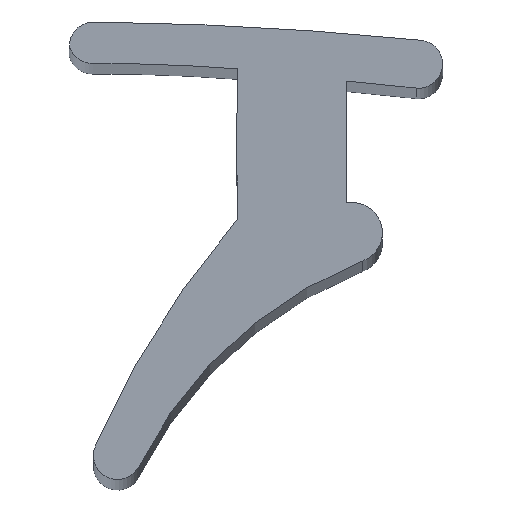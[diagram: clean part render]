
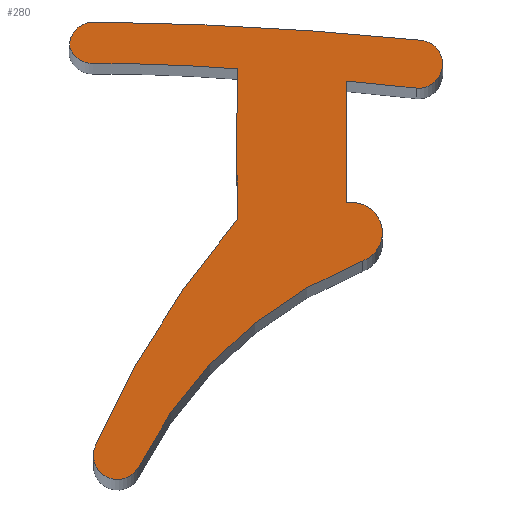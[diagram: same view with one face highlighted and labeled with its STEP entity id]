
A CAD part, top view. The second image highlights one B-rep face of the part: STEP entity #280.
In plain terms, the highlighted planar face has unit normal (0, 0, 1).
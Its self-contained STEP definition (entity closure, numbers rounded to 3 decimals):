
#24=PLANE('',#328);
#34=LINE('',#473,#53);
#37=LINE('',#479,#56);
#40=LINE('',#485,#59);
#53=VECTOR('',#390,1000.);
#56=VECTOR('',#395,1000.);
#59=VECTOR('',#400,1000.);
#128=ORIENTED_EDGE('',*,*,#141,.T.);
#129=ORIENTED_EDGE('',*,*,#145,.T.);
#130=ORIENTED_EDGE('',*,*,#148,.F.);
#131=ORIENTED_EDGE('',*,*,#151,.T.);
#132=ORIENTED_EDGE('',*,*,#154,.T.);
#133=ORIENTED_EDGE('',*,*,#157,.T.);
#134=ORIENTED_EDGE('',*,*,#160,.F.);
#135=ORIENTED_EDGE('',*,*,#163,.T.);
#136=ORIENTED_EDGE('',*,*,#166,.T.);
#137=ORIENTED_EDGE('',*,*,#169,.T.);
#138=ORIENTED_EDGE('',*,*,#172,.T.);
#139=ORIENTED_EDGE('',*,*,#175,.T.);
#140=ORIENTED_EDGE('',*,*,#178,.T.);
#141=EDGE_CURVE('',#180,#181,#206,.T.);
#145=EDGE_CURVE('',#181,#184,#208,.T.);
#148=EDGE_CURVE('',#186,#184,#210,.T.);
#151=EDGE_CURVE('',#186,#188,#212,.T.);
#154=EDGE_CURVE('',#188,#190,#214,.T.);
#157=EDGE_CURVE('',#190,#192,#216,.T.);
#160=EDGE_CURVE('',#194,#192,#218,.T.);
#163=EDGE_CURVE('',#194,#196,#220,.T.);
#166=EDGE_CURVE('',#196,#198,#34,.T.);
#169=EDGE_CURVE('',#198,#200,#37,.T.);
#172=EDGE_CURVE('',#200,#202,#40,.T.);
#175=EDGE_CURVE('',#202,#204,#222,.T.);
#178=EDGE_CURVE('',#204,#180,#224,.T.);
#180=VERTEX_POINT('',#423);
#181=VERTEX_POINT('',#424);
#184=VERTEX_POINT('',#432);
#186=VERTEX_POINT('',#438);
#188=VERTEX_POINT('',#444);
#190=VERTEX_POINT('',#450);
#192=VERTEX_POINT('',#456);
#194=VERTEX_POINT('',#462);
#196=VERTEX_POINT('',#468);
#198=VERTEX_POINT('',#474);
#200=VERTEX_POINT('',#480);
#202=VERTEX_POINT('',#486);
#204=VERTEX_POINT('',#492);
#206=CIRCLE('',#295,0.4);
#208=CIRCLE('',#298,0.4);
#210=CIRCLE('',#301,30.);
#212=CIRCLE('',#304,40.);
#214=CIRCLE('',#307,15.);
#216=CIRCLE('',#310,0.4);
#218=CIRCLE('',#313,7.);
#220=CIRCLE('',#316,0.5);
#222=CIRCLE('',#322,0.4);
#224=CIRCLE('',#325,60.);
#240=EDGE_LOOP('',(#128,#129,#130,#131,#132,#133,#134,#135,#136,#137,#138,
#139,#140));
#255=FACE_BOUND('',#240,.T.);
#280=ADVANCED_FACE('',(#255),#24,.T.);
#295=AXIS2_PLACEMENT_3D('',#422,#333,#334);
#298=AXIS2_PLACEMENT_3D('',#431,#341,#342);
#301=AXIS2_PLACEMENT_3D('',#437,#348,#349);
#304=AXIS2_PLACEMENT_3D('',#443,#355,#356);
#307=AXIS2_PLACEMENT_3D('',#449,#362,#363);
#310=AXIS2_PLACEMENT_3D('',#455,#369,#370);
#313=AXIS2_PLACEMENT_3D('',#461,#376,#377);
#316=AXIS2_PLACEMENT_3D('',#467,#383,#384);
#322=AXIS2_PLACEMENT_3D('',#491,#405,#406);
#325=AXIS2_PLACEMENT_3D('',#497,#412,#413);
#328=AXIS2_PLACEMENT_3D('',#500,#418,#419);
#333=DIRECTION('',(0.,0.,1.));
#334=DIRECTION('',(1.,0.,0.));
#341=DIRECTION('',(0.,0.,1.));
#342=DIRECTION('',(1.,0.,0.));
#348=DIRECTION('',(0.,0.,1.));
#349=DIRECTION('',(1.,0.,0.));
#355=DIRECTION('',(0.,0.,1.));
#356=DIRECTION('',(1.,0.,0.));
#362=DIRECTION('',(0.,0.,1.));
#363=DIRECTION('',(1.,0.,0.));
#369=DIRECTION('',(0.,0.,1.));
#370=DIRECTION('',(1.,0.,0.));
#376=DIRECTION('',(0.,0.,1.));
#377=DIRECTION('',(1.,0.,0.));
#383=DIRECTION('',(0.,0.,1.));
#384=DIRECTION('',(1.,0.,0.));
#390=DIRECTION('',(-1.,0.,0.));
#395=DIRECTION('',(0.,1.,0.));
#400=DIRECTION('',(0.995,-0.101,0.));
#405=DIRECTION('',(0.,0.,1.));
#406=DIRECTION('',(1.,0.,0.));
#412=DIRECTION('',(0.,0.,1.));
#413=DIRECTION('',(1.,0.,0.));
#418=DIRECTION('',(0.,0.,1.));
#419=DIRECTION('',(1.,0.,0.));
#422=CARTESIAN_POINT('',(-0.4,6.8,0.));
#423=CARTESIAN_POINT('',(-0.4,7.2,0.));
#424=CARTESIAN_POINT('',(-0.8,6.8,0.));
#431=CARTESIAN_POINT('',(-0.415,6.91,0.));
#432=CARTESIAN_POINT('',(-0.41,6.51,0.));
#437=CARTESIAN_POINT('',(-0.299,-23.49,0.));
#438=CARTESIAN_POINT('',(2.,6.422,0.));
#443=CARTESIAN_POINT('',(41.98,5.17,0.));
#444=CARTESIAN_POINT('',(1.999,3.933,0.));
#449=CARTESIAN_POINT('',(13.384,-5.834,0.));
#450=CARTESIAN_POINT('',(-0.367,0.16,0.));
#455=CARTESIAN_POINT('',(0.,0.,0.));
#456=CARTESIAN_POINT('',(0.357,-0.18,0.));
#461=CARTESIAN_POINT('',(6.631,-3.285,0.));
#462=CARTESIAN_POINT('',(4.071,3.23,0.));
#467=CARTESIAN_POINT('',(3.9,3.7,0.));
#468=CARTESIAN_POINT('',(3.9,4.2,0.));
#473=CARTESIAN_POINT('',(3.9,4.2,0.));
#474=CARTESIAN_POINT('',(3.8,4.2,0.));
#479=CARTESIAN_POINT('',(3.8,4.2,0.));
#480=CARTESIAN_POINT('',(3.8,6.22,0.));
#485=CARTESIAN_POINT('',(3.8,6.22,0.));
#486=CARTESIAN_POINT('',(4.96,6.102,0.));
#491=CARTESIAN_POINT('',(5.,6.5,0.));
#492=CARTESIAN_POINT('',(5.,6.9,0.));
#497=CARTESIAN_POINT('',(-1.025,-52.797,0.));
#500=CARTESIAN_POINT('',(-0.4,6.8,0.));
